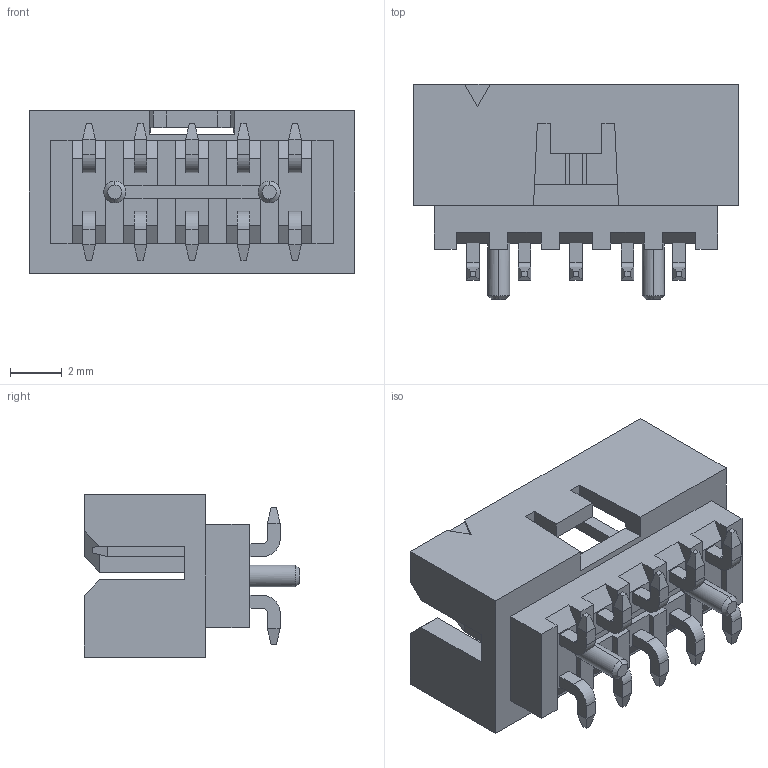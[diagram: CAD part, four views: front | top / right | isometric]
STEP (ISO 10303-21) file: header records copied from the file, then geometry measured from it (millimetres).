
FILE_DESCRIPTION((''),'2;1');
FILE_NAME('878321010','2014-01-13T',('me'),(''),'PRO/ENGINEER BY PARAMETRIC TECHNOLOGY CORPORATION, 2011490','PRO/ENGINEER BY PARAMETRIC TECHNOLOGY CORPORATION, 2011490','');
FILE_SCHEMA(('CONFIG_CONTROL_DESIGN'));
Length unit declared in the file: millimetre
Products named in the file (1): 878321010
Bounding box: 12.65 x 8.35 x 6.3 mm (x, y, z)
Volume: 233.2 mm3; surface area: 635 mm2
Topology: 1 solids, 1 shells, 358 faces, 965 edges, 630 vertices
Faces by surface type: plane 330, cylinder 24, cone 4
Entity records: 10908 total; most frequent: CARTESIAN_POINT 1906, ORIENTED_EDGE 1838, DIRECTION 1747, EDGE_CURVE 919, VECTOR 901, LINE 901, VERTEX_POINT 582, AXIS2_PLACEMENT_3D 423
